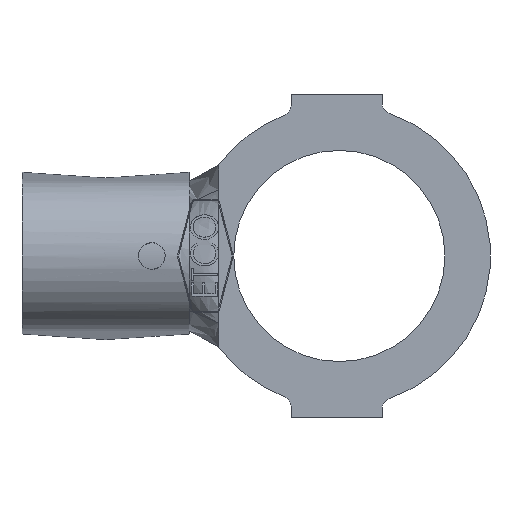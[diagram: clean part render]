
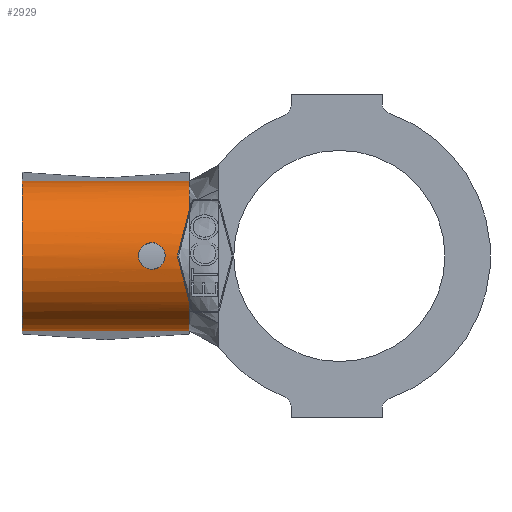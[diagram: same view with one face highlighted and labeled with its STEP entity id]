
A CAD part, front view. The second image highlights one B-rep face of the part: STEP entity #2929.
In plain terms, the highlighted cylindrical face has radius 1.778 mm (diameter 3.556 mm), a partial arc.
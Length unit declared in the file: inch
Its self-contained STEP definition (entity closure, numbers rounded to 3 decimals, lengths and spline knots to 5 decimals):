
#34 =( BOUNDED_CURVE ( )  B_SPLINE_CURVE ( 3, ( #5057, #762, #2668, #4595 ),
 .UNSPECIFIED., .F., .T. ) 
 B_SPLINE_CURVE_WITH_KNOTS ( ( 4, 4 ),
 ( 0.91333, 1.5708 ),
 .UNSPECIFIED. ) 
 CURVE ( )  GEOMETRIC_REPRESENTATION_ITEM ( )  RATIONAL_B_SPLINE_CURVE ( ( 1., 0.964, 0.964, 1. ) ) 
 REPRESENTATION_ITEM ( '' )  );
#60 = CARTESIAN_POINT ( 'NONE',  ( -0.1717, 0.00111, 0.01243 ) ) ;
#116 = VERTEX_POINT ( 'NONE', #2424 ) ;
#207 = VERTEX_POINT ( 'NONE', #575 ) ;
#312 = DIRECTION ( 'NONE',  ( 0., 0., -1. ) ) ;
#391 = ORIENTED_EDGE ( 'NONE', *, *, #5493, .F. ) ;
#432 = CARTESIAN_POINT ( 'NONE',  ( -0.1875, 0., -0.00331 ) ) ;
#478 = CARTESIAN_POINT ( 'NONE',  ( -0.14, 0.06527, 0.06984 ) ) ;
#533 = CARTESIAN_POINT ( 'NONE',  ( -0.1625, 0., 0.00331 ) ) ;
#535 = VERTEX_POINT ( 'NONE', #1035 ) ;
#575 = CARTESIAN_POINT ( 'NONE',  ( -0.151, 0., 0. ) ) ;
#710 = B_SPLINE_CURVE_WITH_KNOTS ( 'NONE', 3,
 ( #3363, #5286, #998, #2903, #4829, #533, #2436, #4351, #60, #1960 ),
 .UNSPECIFIED., .F., .F.,
 ( 4, 2, 2, 2, 4 ),
 ( 0., 0.125, 0.25, 0.375, 0.5 ),
 .UNSPECIFIED. ) ;
#742 = EDGE_CURVE ( 'NONE', #1663, #5535, #3775, .T. ) ;
#762 = CARTESIAN_POINT ( 'NONE',  ( -0.14318, 0.00504, 0.03041 ) ) ;
#778 = AXIS2_PLACEMENT_3D ( 'NONE', #1798, #3698, #5616 ) ;
#794 = ORIENTED_EDGE ( 'NONE', *, *, #1047, .F. ) ;
#886 = VECTOR ( 'NONE', #5402, 39.37008 ) ;
#906 = CARTESIAN_POINT ( 'NONE',  ( -0.1815, 0.00085, 0.01114 ) ) ;
#942 = ORIENTED_EDGE ( 'NONE', *, *, #2997, .T. ) ;
#990 = DIRECTION ( 'NONE',  ( 1., 0., 0. ) ) ;
#998 = CARTESIAN_POINT ( 'NONE',  ( -0.1685, 0.00085, -0.01114 ) ) ;
#1022 = VERTEX_POINT ( 'NONE', #1365 ) ;
#1035 = CARTESIAN_POINT ( 'NONE',  ( -0.14, 0.01459, -0.04278 ) ) ;
#1047 = EDGE_CURVE ( 'NONE', #3340, #1022, #3727, .T. ) ;
#1196 = DIRECTION ( 'NONE',  ( 0., 0., -1. ) ) ;
#1297 = CARTESIAN_POINT ( 'NONE',  ( -0.296, 0.06527, 0.06984 ) ) ;
#1365 = CARTESIAN_POINT ( 'NONE',  ( -0.175, 0.00111, -0.01243 ) ) ;
#1407 = DIRECTION ( 'NONE',  ( 1., 0., 0. ) ) ;
#1436 = DIRECTION ( 'NONE',  ( 0., 0., -1. ) ) ;
#1491 = AXIS2_PLACEMENT_3D ( 'NONE', #2198, #4115, #6015 ) ;
#1524 = CARTESIAN_POINT ( 'NONE',  ( -0.14698, 0., -0.01562 ) ) ;
#1574 = LINE ( 'NONE', #3480, #886 ) ;
#1652 = ORIENTED_EDGE ( 'NONE', *, *, #3872, .F. ) ;
#1661 = CYLINDRICAL_SURFACE ( 'NONE', #4694, 0.07 ) ;
#1663 = VERTEX_POINT ( 'NONE', #2380 ) ;
#1735 =( BOUNDED_CURVE ( )  B_SPLINE_CURVE ( 3, ( #5816, #1524, #3424, #5348 ),
 .UNSPECIFIED., .F., .F. ) 
 B_SPLINE_CURVE_WITH_KNOTS ( ( 4, 4 ),
 ( 4.71239, 5.36985 ),
 .UNSPECIFIED. ) 
 CURVE ( )  GEOMETRIC_REPRESENTATION_ITEM ( )  RATIONAL_B_SPLINE_CURVE ( ( 1., 0.964, 0.964, 1. ) ) 
 REPRESENTATION_ITEM ( '' )  );
#1798 = CARTESIAN_POINT ( 'NONE',  ( -0.14, 0.07, 0. ) ) ;
#1868 = CARTESIAN_POINT ( 'NONE',  ( -0.17825, 0.00106, -0.01212 ) ) ;
#1887 = ORIENTED_EDGE ( 'NONE', *, *, #5115, .F. ) ;
#1910 = CARTESIAN_POINT ( 'NONE',  ( -0.14, 0.02196, -0.05091 ) ) ;
#1935 = EDGE_LOOP ( 'NONE', ( #4671, #794 ) ) ;
#1960 = CARTESIAN_POINT ( 'NONE',  ( -0.175, 0.00111, 0.01243 ) ) ;
#1974 = EDGE_CURVE ( 'NONE', #3862, #5535, #1979, .T. ) ;
#1979 = CIRCLE ( 'NONE', #4679, 0.07 ) ;
#1994 = AXIS2_PLACEMENT_3D ( 'NONE', #5277, #990, #2893 ) ;
#2092 = CIRCLE ( 'NONE', #1994, 0.07 ) ;
#2198 = CARTESIAN_POINT ( 'NONE',  ( -0.296, 0.07, 0. ) ) ;
#2337 = CARTESIAN_POINT ( 'NONE',  ( -0.18618, 0.00026, -0.00649 ) ) ;
#2380 = CARTESIAN_POINT ( 'NONE',  ( -0.296, 0.06527, -0.06984 ) ) ;
#2424 = CARTESIAN_POINT ( 'NONE',  ( -0.14, 0.02, 0.04899 ) ) ;
#2436 = CARTESIAN_POINT ( 'NONE',  ( -0.16382, 0.00026, 0.00649 ) ) ;
#2469 = EDGE_CURVE ( 'NONE', #1022, #3340, #710, .T. ) ;
#2586 = ORIENTED_EDGE ( 'NONE', *, *, #742, .T. ) ;
#2636 = ORIENTED_EDGE ( 'NONE', *, *, #1974, .F. ) ;
#2664 = EDGE_LOOP ( 'NONE', ( #4406, #3532, #4512, #391, #1887, #942, #2586, #2636, #1652 ) ) ;
#2668 = CARTESIAN_POINT ( 'NONE',  ( -0.14698, 0., 0.01562 ) ) ;
#2679 = CARTESIAN_POINT ( 'NONE',  ( -0.14, 0.07, 0. ) ) ;
#2704 = VERTEX_POINT ( 'NONE', #1297 ) ;
#2801 = CARTESIAN_POINT ( 'NONE',  ( -0.18618, 0.00026, 0.00649 ) ) ;
#2893 = DIRECTION ( 'NONE',  ( 0., 0., -1. ) ) ;
#2898 = CIRCLE ( 'NONE', #5591, 0.07 ) ;
#2903 = CARTESIAN_POINT ( 'NONE',  ( -0.16382, 0.00026, -0.00649 ) ) ;
#2929 = ADVANCED_FACE ( 'NONE', ( #4050, #5950 ), #1661, .T. ) ;
#2997 = EDGE_CURVE ( 'NONE', #2704, #1663, #4995, .T. ) ;
#3104 = VERTEX_POINT ( 'NONE', #478 ) ;
#3266 = CARTESIAN_POINT ( 'NONE',  ( -0.175, 0.00111, 0.01243 ) ) ;
#3340 = VERTEX_POINT ( 'NONE', #5566 ) ;
#3363 = CARTESIAN_POINT ( 'NONE',  ( -0.175, 0.00111, -0.01243 ) ) ;
#3383 = VERTEX_POINT ( 'NONE', #4166 ) ;
#3424 = CARTESIAN_POINT ( 'NONE',  ( -0.14318, 0.00504, -0.03041 ) ) ;
#3480 = CARTESIAN_POINT ( 'NONE',  ( -0.296, 0.06527, 0.06984 ) ) ;
#3532 = ORIENTED_EDGE ( 'NONE', *, *, #5375, .F. ) ;
#3537 = EDGE_CURVE ( 'NONE', #116, #3383, #4287, .T. ) ;
#3563 = CARTESIAN_POINT ( 'NONE',  ( -0.296, 0.07, 0. ) ) ;
#3564 = VECTOR ( 'NONE', #1407, 39.37008 ) ;
#3698 = DIRECTION ( 'NONE',  ( 1., 0., 0. ) ) ;
#3727 = B_SPLINE_CURVE_WITH_KNOTS ( 'NONE', 3,
 ( #3266, #5198, #906, #2801, #4728, #432, #2337, #4253, #6155, #1868, #3773, #5694 ),
 .UNSPECIFIED., .F., .F.,
 ( 4, 2, 2, 2, 2, 4 ),
 ( 0.5, 0.625, 0.75, 0.875, 0.9375, 1. ),
 .UNSPECIFIED. ) ;
#3773 = CARTESIAN_POINT ( 'NONE',  ( -0.17666, 0.00111, -0.01244 ) ) ;
#3775 = LINE ( 'NONE', #5697, #3564 ) ;
#3816 = CARTESIAN_POINT ( 'NONE',  ( -0.14, 0.07, 0. ) ) ;
#3862 = VERTEX_POINT ( 'NONE', #1910 ) ;
#3872 = EDGE_CURVE ( 'NONE', #535, #3862, #2898, .T. ) ;
#3957 = EDGE_CURVE ( 'NONE', #207, #535, #1735, .T. ) ;
#4050 = FACE_OUTER_BOUND ( 'NONE', #2664, .T. ) ;
#4115 = DIRECTION ( 'NONE',  ( 1., 0., 0. ) ) ;
#4166 = CARTESIAN_POINT ( 'NONE',  ( -0.14, 0.01459, 0.04278 ) ) ;
#4253 = CARTESIAN_POINT ( 'NONE',  ( -0.18267, 0.0007, -0.00998 ) ) ;
#4287 = CIRCLE ( 'NONE', #778, 0.07 ) ;
#4351 = CARTESIAN_POINT ( 'NONE',  ( -0.1685, 0.00085, 0.01114 ) ) ;
#4406 = ORIENTED_EDGE ( 'NONE', *, *, #3957, .F. ) ;
#4512 = ORIENTED_EDGE ( 'NONE', *, *, #3537, .F. ) ;
#4595 = CARTESIAN_POINT ( 'NONE',  ( -0.151, 0., 0. ) ) ;
#4606 = DIRECTION ( 'NONE',  ( 1., 0., 0. ) ) ;
#4671 = ORIENTED_EDGE ( 'NONE', *, *, #2469, .F. ) ;
#4679 = AXIS2_PLACEMENT_3D ( 'NONE', #2679, #4606, #312 ) ;
#4694 = AXIS2_PLACEMENT_3D ( 'NONE', #3563, #5482, #1196 ) ;
#4728 = CARTESIAN_POINT ( 'NONE',  ( -0.1875, 0., 0.00331 ) ) ;
#4829 = CARTESIAN_POINT ( 'NONE',  ( -0.1625, 0., -0.00331 ) ) ;
#4995 = CIRCLE ( 'NONE', #1491, 0.07 ) ;
#5057 = CARTESIAN_POINT ( 'NONE',  ( -0.14, 0.01459, 0.04278 ) ) ;
#5115 = EDGE_CURVE ( 'NONE', #2704, #3104, #1574, .T. ) ;
#5198 = CARTESIAN_POINT ( 'NONE',  ( -0.1783, 0.00111, 0.01244 ) ) ;
#5277 = CARTESIAN_POINT ( 'NONE',  ( -0.14, 0.07, 0. ) ) ;
#5286 = CARTESIAN_POINT ( 'NONE',  ( -0.17167, 0.00111, -0.01243 ) ) ;
#5348 = CARTESIAN_POINT ( 'NONE',  ( -0.14, 0.01459, -0.04278 ) ) ;
#5375 = EDGE_CURVE ( 'NONE', #3383, #207, #34, .T. ) ;
#5388 = CARTESIAN_POINT ( 'NONE',  ( -0.14, 0.06527, -0.06984 ) ) ;
#5402 = DIRECTION ( 'NONE',  ( 1., 0., 0. ) ) ;
#5482 = DIRECTION ( 'NONE',  ( 1., 0., 0. ) ) ;
#5493 = EDGE_CURVE ( 'NONE', #3104, #116, #2092, .T. ) ;
#5535 = VERTEX_POINT ( 'NONE', #5388 ) ;
#5566 = CARTESIAN_POINT ( 'NONE',  ( -0.175, 0.00111, 0.01243 ) ) ;
#5591 = AXIS2_PLACEMENT_3D ( 'NONE', #3816, #5729, #1436 ) ;
#5616 = DIRECTION ( 'NONE',  ( 0., 0., -1. ) ) ;
#5694 = CARTESIAN_POINT ( 'NONE',  ( -0.175, 0.00111, -0.01243 ) ) ;
#5697 = CARTESIAN_POINT ( 'NONE',  ( -0.296, 0.06527, -0.06984 ) ) ;
#5729 = DIRECTION ( 'NONE',  ( 1., 0., 0. ) ) ;
#5816 = CARTESIAN_POINT ( 'NONE',  ( -0.151, 0., 0. ) ) ;
#5950 = FACE_BOUND ( 'NONE', #1935, .T. ) ;
#6015 = DIRECTION ( 'NONE',  ( 0., 0., -1. ) ) ;
#6155 = CARTESIAN_POINT ( 'NONE',  ( -0.18132, 0.00085, -0.01087 ) ) ;
